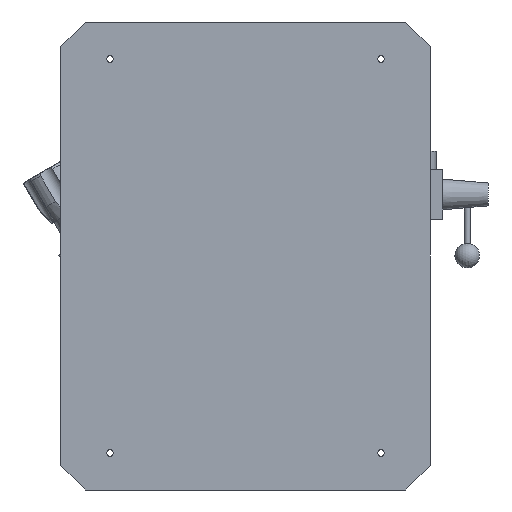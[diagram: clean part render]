
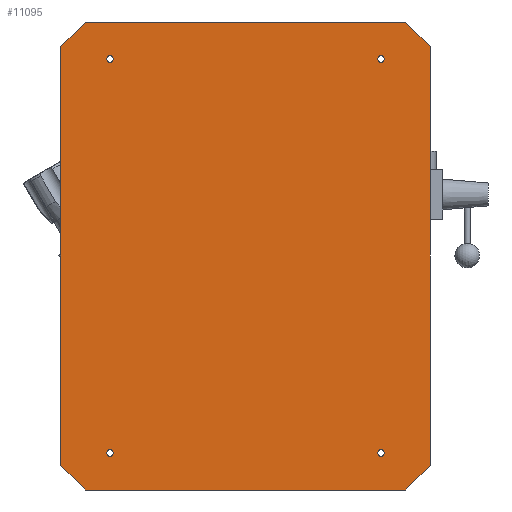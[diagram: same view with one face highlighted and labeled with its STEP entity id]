
A CAD part, front view. The second image highlights one B-rep face of the part: STEP entity #11095.
In plain terms, the highlighted planar face has unit normal (0, -1, 0).
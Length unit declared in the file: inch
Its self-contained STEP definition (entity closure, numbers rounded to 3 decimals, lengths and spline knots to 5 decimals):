
#42 = ORIENTED_EDGE ( 'NONE', *, *, #20312, .T. ) ;
#760 = CARTESIAN_POINT ( 'NONE',  ( -29.61437, 4.25, 2.44297 ) ) ;
#841 = AXIS2_PLACEMENT_3D ( 'NONE', #3583, #15151, #5360 ) ;
#966 = CIRCLE ( 'NONE', #4773, 0.133 ) ;
#1074 = EDGE_LOOP ( 'NONE', ( #11213, #42, #18665, #6772, #13021, #11971, #13175, #20780 ) ) ;
#1084 = CARTESIAN_POINT ( 'NONE',  ( -44.61437, 4.25, -15.55703 ) ) ;
#1085 = VERTEX_POINT ( 'NONE', #13423 ) ;
#1247 = AXIS2_PLACEMENT_3D ( 'NONE', #18160, #8873, #19664 ) ;
#1708 = FACE_OUTER_BOUND ( 'NONE', #1074, .T. ) ;
#1850 = EDGE_CURVE ( 'NONE', #1085, #1085, #966, .T. ) ;
#1920 = EDGE_LOOP ( 'NONE', ( #6061 ) ) ;
#2967 = CARTESIAN_POINT ( 'NONE',  ( -29.61437, 4.25, -15.55703 ) ) ;
#3382 = CARTESIAN_POINT ( 'NONE',  ( -29.61437, 4.25, 2.44297 ) ) ;
#3583 = CARTESIAN_POINT ( 'NONE',  ( -31.61437, 4.25, 1.94297 ) ) ;
#4056 = VERTEX_POINT ( 'NONE', #15284 ) ;
#4078 = VERTEX_POINT ( 'NONE', #14047 ) ;
#4125 = CARTESIAN_POINT ( 'NONE',  ( -44.61437, 4.25, -14.55703 ) ) ;
#4677 = VECTOR ( 'NONE', #11038, 39.37008 ) ;
#4759 = DIRECTION ( 'NONE',  ( 0., 0., -1. ) ) ;
#4773 = AXIS2_PLACEMENT_3D ( 'NONE', #15432, #15386, #15364 ) ;
#4931 = CARTESIAN_POINT ( 'NONE',  ( -30.61437, 4.25, 3.44297 ) ) ;
#5071 = EDGE_LOOP ( 'NONE', ( #12146 ) ) ;
#5238 = LINE ( 'NONE', #760, #4677 ) ;
#5360 = DIRECTION ( 'NONE',  ( 0., 0., -1. ) ) ;
#5525 = VECTOR ( 'NONE', #11534, 39.37008 ) ;
#5750 = VERTEX_POINT ( 'NONE', #17502 ) ;
#5936 = VERTEX_POINT ( 'NONE', #11981 ) ;
#5954 = DIRECTION ( 'NONE',  ( 0.707, 0., 0.707 ) ) ;
#6061 = ORIENTED_EDGE ( 'NONE', *, *, #20201, .F. ) ;
#6353 = CARTESIAN_POINT ( 'NONE',  ( -31.61437, 4.25, 1.80997 ) ) ;
#6367 = FACE_BOUND ( 'NONE', #17425, .T. ) ;
#6623 = LINE ( 'NONE', #2967, #14732 ) ;
#6772 = ORIENTED_EDGE ( 'NONE', *, *, #20342, .T. ) ;
#6892 = CIRCLE ( 'NONE', #841, 0.133 ) ;
#7110 = VERTEX_POINT ( 'NONE', #9416 ) ;
#8672 = EDGE_CURVE ( 'NONE', #16352, #16352, #17237, .T. ) ;
#8873 = DIRECTION ( 'NONE',  ( 0., -1., 0. ) ) ;
#9094 = VECTOR ( 'NONE', #16219, 39.37008 ) ;
#9322 = LINE ( 'NONE', #9448, #17109 ) ;
#9416 = CARTESIAN_POINT ( 'NONE',  ( -44.61437, 4.25, -14.55703 ) ) ;
#9448 = CARTESIAN_POINT ( 'NONE',  ( -43.61437, 4.25, 3.44297 ) ) ;
#9574 = ORIENTED_EDGE ( 'NONE', *, *, #8672, .F. ) ;
#10111 = VECTOR ( 'NONE', #12920, 39.37008 ) ;
#10292 = VERTEX_POINT ( 'NONE', #6353 ) ;
#10585 = LINE ( 'NONE', #16205, #5525 ) ;
#10816 = LINE ( 'NONE', #4125, #18485 ) ;
#10843 = FACE_BOUND ( 'NONE', #12043, .T. ) ;
#11038 = DIRECTION ( 'NONE',  ( -0.707, 0., 0.707 ) ) ;
#11095 = ADVANCED_FACE ( 'NONE', ( #18978, #10843, #15485, #6367, #1708 ), #17885, .F. ) ;
#11213 = ORIENTED_EDGE ( 'NONE', *, *, #18542, .F. ) ;
#11534 = DIRECTION ( 'NONE',  ( -1., 0., 0. ) ) ;
#11971 = ORIENTED_EDGE ( 'NONE', *, *, #20396, .T. ) ;
#11981 = CARTESIAN_POINT ( 'NONE',  ( -29.61437, 4.25, -14.55703 ) ) ;
#12043 = EDGE_LOOP ( 'NONE', ( #9574 ) ) ;
#12146 = ORIENTED_EDGE ( 'NONE', *, *, #1850, .F. ) ;
#12329 = LINE ( 'NONE', #14690, #9094 ) ;
#12630 = DIRECTION ( 'NONE',  ( -0.707, 0., -0.707 ) ) ;
#12919 = VERTEX_POINT ( 'NONE', #4931 ) ;
#12920 = DIRECTION ( 'NONE',  ( 0., 0., 1. ) ) ;
#13021 = ORIENTED_EDGE ( 'NONE', *, *, #19562, .F. ) ;
#13031 = DIRECTION ( 'NONE',  ( 0., 0., -1. ) ) ;
#13097 = DIRECTION ( 'NONE',  ( 0., -1., 0. ) ) ;
#13160 = CARTESIAN_POINT ( 'NONE',  ( -31.61437, 4.25, -14.05703 ) ) ;
#13175 = ORIENTED_EDGE ( 'NONE', *, *, #18725, .F. ) ;
#13423 = CARTESIAN_POINT ( 'NONE',  ( -42.61437, 4.25, -14.19003 ) ) ;
#13463 = VERTEX_POINT ( 'NONE', #18623 ) ;
#13983 = LINE ( 'NONE', #15667, #14460 ) ;
#14047 = CARTESIAN_POINT ( 'NONE',  ( -43.61437, 4.25, 3.44297 ) ) ;
#14460 = VECTOR ( 'NONE', #5954, 39.37008 ) ;
#14690 = CARTESIAN_POINT ( 'NONE',  ( -44.61437, 4.25, 3.44297 ) ) ;
#14732 = VECTOR ( 'NONE', #4759, 39.37008 ) ;
#14758 = LINE ( 'NONE', #1084, #10111 ) ;
#14985 = CIRCLE ( 'NONE', #1247, 0.133 ) ;
#15151 = DIRECTION ( 'NONE',  ( 0., -1., 0. ) ) ;
#15284 = CARTESIAN_POINT ( 'NONE',  ( -44.61437, 4.25, 2.44297 ) ) ;
#15364 = DIRECTION ( 'NONE',  ( 0., 0., -1. ) ) ;
#15386 = DIRECTION ( 'NONE',  ( 0., -1., 0. ) ) ;
#15432 = CARTESIAN_POINT ( 'NONE',  ( -42.61437, 4.25, -14.05703 ) ) ;
#15485 = FACE_BOUND ( 'NONE', #5071, .T. ) ;
#15602 = DIRECTION ( 'NONE',  ( 0.707, 0., -0.707 ) ) ;
#15667 = CARTESIAN_POINT ( 'NONE',  ( -30.61437, 4.25, -15.55703 ) ) ;
#15787 = CARTESIAN_POINT ( 'NONE',  ( -30.61437, 4.25, -15.55703 ) ) ;
#16170 = AXIS2_PLACEMENT_3D ( 'NONE', #13160, #13097, #13031 ) ;
#16205 = CARTESIAN_POINT ( 'NONE',  ( -44.61437, 4.25, -15.55703 ) ) ;
#16219 = DIRECTION ( 'NONE',  ( 1., 0., 0. ) ) ;
#16352 = VERTEX_POINT ( 'NONE', #19771 ) ;
#16577 = AXIS2_PLACEMENT_3D ( 'NONE', #17300, #17257, #17236 ) ;
#17109 = VECTOR ( 'NONE', #12630, 39.37008 ) ;
#17236 = DIRECTION ( 'NONE',  ( 0., 0., 1. ) ) ;
#17237 = CIRCLE ( 'NONE', #16170, 0.133 ) ;
#17248 = VERTEX_POINT ( 'NONE', #15787 ) ;
#17257 = DIRECTION ( 'NONE',  ( 0., 1., 0. ) ) ;
#17300 = CARTESIAN_POINT ( 'NONE',  ( -37.11437, 4.25, -3.55703 ) ) ;
#17425 = EDGE_LOOP ( 'NONE', ( #19181 ) ) ;
#17502 = CARTESIAN_POINT ( 'NONE',  ( -42.61437, 4.25, 1.80997 ) ) ;
#17885 = PLANE ( 'NONE',  #16577 ) ;
#18160 = CARTESIAN_POINT ( 'NONE',  ( -42.61437, 4.25, 1.94297 ) ) ;
#18485 = VECTOR ( 'NONE', #15602, 39.37008 ) ;
#18542 = EDGE_CURVE ( 'NONE', #7110, #4056, #14758, .T. ) ;
#18623 = CARTESIAN_POINT ( 'NONE',  ( -43.61437, 4.25, -15.55703 ) ) ;
#18665 = ORIENTED_EDGE ( 'NONE', *, *, #19734, .F. ) ;
#18725 = EDGE_CURVE ( 'NONE', #4078, #12919, #12329, .T. ) ;
#18946 = VERTEX_POINT ( 'NONE', #3382 ) ;
#18978 = FACE_BOUND ( 'NONE', #1920, .T. ) ;
#19181 = ORIENTED_EDGE ( 'NONE', *, *, #20205, .F. ) ;
#19562 = EDGE_CURVE ( 'NONE', #18946, #5936, #6623, .T. ) ;
#19664 = DIRECTION ( 'NONE',  ( 0., 0., -1. ) ) ;
#19734 = EDGE_CURVE ( 'NONE', #17248, #13463, #10585, .T. ) ;
#19771 = CARTESIAN_POINT ( 'NONE',  ( -31.61437, 4.25, -14.19003 ) ) ;
#20201 = EDGE_CURVE ( 'NONE', #10292, #10292, #6892, .T. ) ;
#20205 = EDGE_CURVE ( 'NONE', #5750, #5750, #14985, .T. ) ;
#20312 = EDGE_CURVE ( 'NONE', #7110, #13463, #10816, .T. ) ;
#20342 = EDGE_CURVE ( 'NONE', #17248, #5936, #13983, .T. ) ;
#20396 = EDGE_CURVE ( 'NONE', #18946, #12919, #5238, .T. ) ;
#20412 = EDGE_CURVE ( 'NONE', #4078, #4056, #9322, .T. ) ;
#20780 = ORIENTED_EDGE ( 'NONE', *, *, #20412, .T. ) ;
